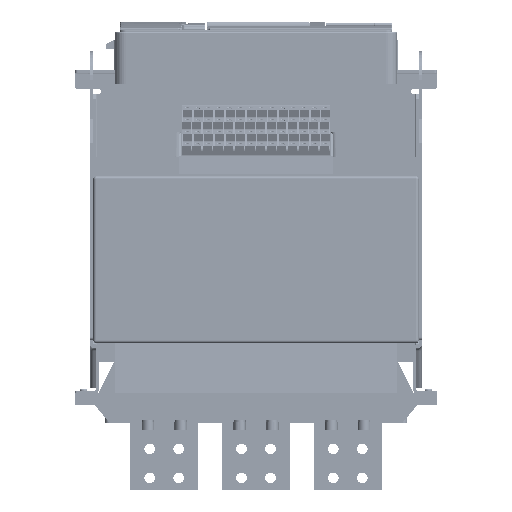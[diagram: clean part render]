
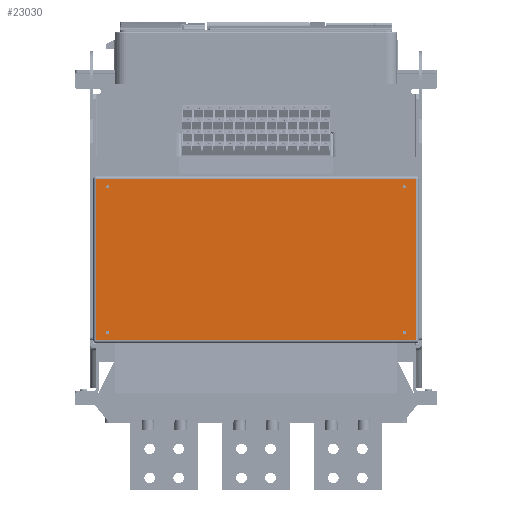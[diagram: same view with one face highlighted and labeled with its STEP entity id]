
A CAD part, front view. The second image highlights one B-rep face of the part: STEP entity #23030.
In plain terms, the highlighted planar face has unit normal (0, -1, 0).
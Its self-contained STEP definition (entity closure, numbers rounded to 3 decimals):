
#20731=CARTESIAN_POINT('',(-153.5,0.,75.5));
#20732=DIRECTION('',(0.,-1.,0.));
#20733=DIRECTION('',(1.,0.,0.));
#20734=AXIS2_PLACEMENT_3D('',#20731,#20732,#20733);
#20739=CARTESIAN_POINT('',(-153.5,0.,75.5));
#20740=DIRECTION('',(0.,-1.,0.));
#20741=DIRECTION('',(-1.,0.,0.));
#20742=AXIS2_PLACEMENT_3D('',#20739,#20740,#20741);
#20747=CARTESIAN_POINT('',(153.5,0.,75.5));
#20748=DIRECTION('',(0.,-1.,0.));
#20749=DIRECTION('',(1.,0.,0.));
#20750=AXIS2_PLACEMENT_3D('',#20747,#20748,#20749);
#20755=CARTESIAN_POINT('',(153.5,0.,75.5));
#20756=DIRECTION('',(0.,-1.,0.));
#20757=DIRECTION('',(-1.,0.,0.));
#20758=AXIS2_PLACEMENT_3D('',#20755,#20756,#20757);
#20763=CARTESIAN_POINT('',(153.5,0.,-75.5));
#20764=DIRECTION('',(0.,-1.,0.));
#20765=DIRECTION('',(1.,0.,0.));
#20766=AXIS2_PLACEMENT_3D('',#20763,#20764,#20765);
#20771=CARTESIAN_POINT('',(153.5,0.,-75.5));
#20772=DIRECTION('',(0.,-1.,0.));
#20773=DIRECTION('',(-1.,0.,0.));
#20774=AXIS2_PLACEMENT_3D('',#20771,#20772,#20773);
#20779=CARTESIAN_POINT('',(-153.5,0.,-75.5));
#20780=DIRECTION('',(0.,-1.,0.));
#20781=DIRECTION('',(1.,0.,0.));
#20782=AXIS2_PLACEMENT_3D('',#20779,#20780,#20781);
#20787=CARTESIAN_POINT('',(-153.5,0.,-75.5));
#20788=DIRECTION('',(0.,-1.,0.));
#20789=DIRECTION('',(-1.,0.,0.));
#20790=AXIS2_PLACEMENT_3D('',#20787,#20788,#20789);
#20795=DIRECTION('',(0.,0.,1.));
#20796=VECTOR('',#20795,167.);
#20797=CARTESIAN_POINT('',(165.5,0.,-83.5));
#20798=LINE('',#20797,#20796);
#20802=DIRECTION('',(1.,0.,0.));
#20803=VECTOR('',#20802,331.);
#20804=CARTESIAN_POINT('',(-165.5,0.,-83.5));
#20805=LINE('',#20804,#20803);
#20809=DIRECTION('',(0.,0.,-1.));
#20810=VECTOR('',#20809,167.);
#20811=CARTESIAN_POINT('',(-165.5,0.,83.5));
#20812=LINE('',#20811,#20810);
#20816=DIRECTION('',(-1.,0.,0.));
#20817=VECTOR('',#20816,331.);
#20818=CARTESIAN_POINT('',(165.5,0.,83.5));
#20819=LINE('',#20818,#20817);
#22815=CARTESIAN_POINT('',(-151.75,0.,75.5));
#22816=CARTESIAN_POINT('',(-155.25,0.,75.5));
#22817=VERTEX_POINT('',#22815);
#22818=VERTEX_POINT('',#22816);
#22819=CARTESIAN_POINT('',(155.25,0.,75.5));
#22820=CARTESIAN_POINT('',(151.75,0.,75.5));
#22821=VERTEX_POINT('',#22819);
#22822=VERTEX_POINT('',#22820);
#22823=CARTESIAN_POINT('',(155.25,0.,-75.5));
#22824=CARTESIAN_POINT('',(151.75,0.,-75.5));
#22825=VERTEX_POINT('',#22823);
#22826=VERTEX_POINT('',#22824);
#22827=CARTESIAN_POINT('',(-151.75,0.,-75.5));
#22828=CARTESIAN_POINT('',(-155.25,0.,-75.5));
#22829=VERTEX_POINT('',#22827);
#22830=VERTEX_POINT('',#22828);
#22947=CARTESIAN_POINT('',(165.5,0.,-83.5));
#22948=CARTESIAN_POINT('',(165.5,0.,83.5));
#22949=VERTEX_POINT('',#22947);
#22950=VERTEX_POINT('',#22948);
#22965=CARTESIAN_POINT('',(-165.5,0.,-83.5));
#22966=VERTEX_POINT('',#22965);
#22979=CARTESIAN_POINT('',(-165.5,0.,83.5));
#22980=VERTEX_POINT('',#22979);
#22991=CARTESIAN_POINT('',(0.,0.,0.));
#22992=DIRECTION('',(0.,1.,0.));
#22993=DIRECTION('',(1.,0.,0.));
#22994=AXIS2_PLACEMENT_3D('',#22991,#22992,#22993);
#22995=PLANE('',#22994);
#22997=ORIENTED_EDGE('',*,*,#22996,.F.);
#22999=ORIENTED_EDGE('',*,*,#22998,.F.);
#23001=ORIENTED_EDGE('',*,*,#23000,.F.);
#23003=ORIENTED_EDGE('',*,*,#23002,.F.);
#23004=EDGE_LOOP('',(#22997,#22999,#23001,#23003));
#23005=FACE_OUTER_BOUND('',#23004,.F.);
#23007=ORIENTED_EDGE('',*,*,#23006,.T.);
#23009=ORIENTED_EDGE('',*,*,#23008,.T.);
#23010=EDGE_LOOP('',(#23007,#23009));
#23011=FACE_BOUND('',#23010,.F.);
#23013=ORIENTED_EDGE('',*,*,#23012,.T.);
#23015=ORIENTED_EDGE('',*,*,#23014,.T.);
#23016=EDGE_LOOP('',(#23013,#23015));
#23017=FACE_BOUND('',#23016,.F.);
#23019=ORIENTED_EDGE('',*,*,#23018,.T.);
#23021=ORIENTED_EDGE('',*,*,#23020,.T.);
#23022=EDGE_LOOP('',(#23019,#23021));
#23023=FACE_BOUND('',#23022,.F.);
#23025=ORIENTED_EDGE('',*,*,#23024,.T.);
#23027=ORIENTED_EDGE('',*,*,#23026,.T.);
#23028=EDGE_LOOP('',(#23025,#23027));
#23029=FACE_BOUND('',#23028,.F.);
#23030=ADVANCED_FACE('',(#23005,#23011,#23017,#23023,#23029),#22995,.F.);
#20735=CIRCLE('',#20734,1.75);
#20743=CIRCLE('',#20742,1.75);
#20751=CIRCLE('',#20750,1.75);
#20759=CIRCLE('',#20758,1.75);
#20767=CIRCLE('',#20766,1.75);
#20775=CIRCLE('',#20774,1.75);
#20783=CIRCLE('',#20782,1.75);
#20791=CIRCLE('',#20790,1.75);
#22996=EDGE_CURVE('',#22949,#22950,#20798,.T.);
#22998=EDGE_CURVE('',#22966,#22949,#20805,.T.);
#23000=EDGE_CURVE('',#22980,#22966,#20812,.T.);
#23002=EDGE_CURVE('',#22950,#22980,#20819,.T.);
#23006=EDGE_CURVE('',#22821,#22822,#20751,.T.);
#23008=EDGE_CURVE('',#22822,#22821,#20759,.T.);
#23012=EDGE_CURVE('',#22825,#22826,#20767,.T.);
#23014=EDGE_CURVE('',#22826,#22825,#20775,.T.);
#23018=EDGE_CURVE('',#22829,#22830,#20783,.T.);
#23020=EDGE_CURVE('',#22830,#22829,#20791,.T.);
#23024=EDGE_CURVE('',#22817,#22818,#20735,.T.);
#23026=EDGE_CURVE('',#22818,#22817,#20743,.T.);
